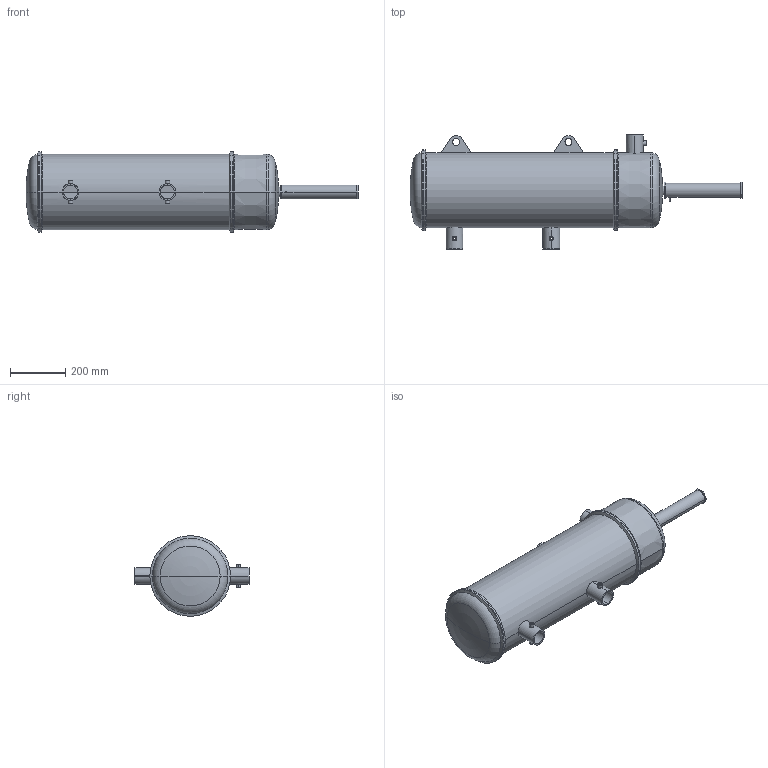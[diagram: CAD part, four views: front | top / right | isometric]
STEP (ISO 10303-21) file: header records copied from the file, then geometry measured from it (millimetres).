
FILE_DESCRIPTION (( 'STEP AP203' ), '1' );
FILE_NAME ('A2-180C.STEP', '2020-07-23T19:49:28', ( '' ), ( '' ), 'SwSTEP 2.0', 'SolidWorks 2017', '' );
FILE_SCHEMA (( 'CONFIG_CONTROL_DESIGN' ));
Length unit declared in the file: inch
Products named in the file (1): A2-180C
Bounding box: 1202.03 x 412.75 x 291.93 mm (x, y, z)
Volume: 5095637.5 mm3; surface area: 1915532.6 mm2
Topology: 6 solids, 6 shells, 141 faces, 356 edges, 218 vertices
Faces by surface type: cylinder 58, plane 39, cone 24, torus 20
Entity records: 5837 total; most frequent: CARTESIAN_POINT 2378, DIRECTION 708, ORIENTED_EDGE 704, EDGE_CURVE 352, AXIS2_PLACEMENT_3D 278, VERTEX_POINT 218, EDGE_LOOP 164, LINE 152
